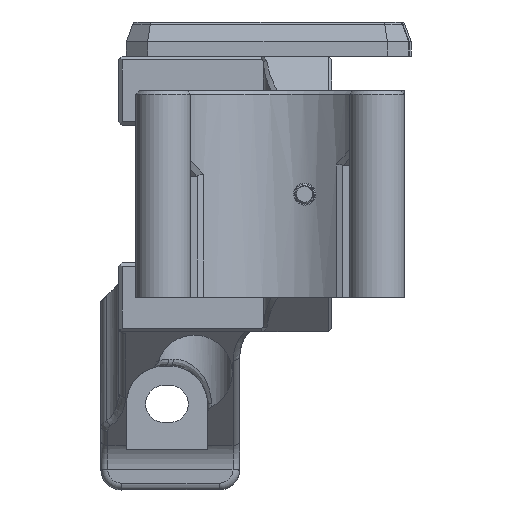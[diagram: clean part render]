
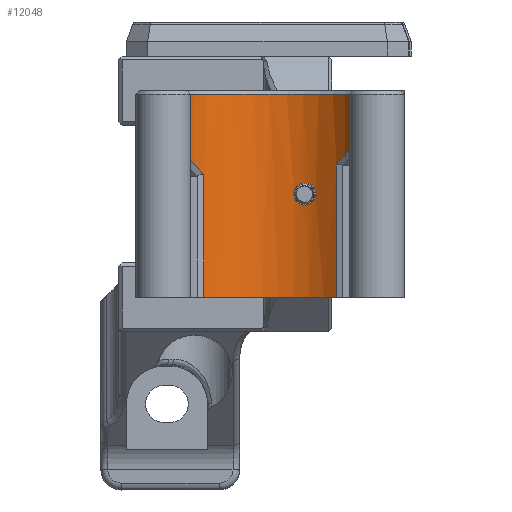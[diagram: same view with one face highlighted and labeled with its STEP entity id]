
A CAD part, left-side view. The second image highlights one B-rep face of the part: STEP entity #12048.
In plain terms, the highlighted cylindrical face has radius 14.511 mm (diameter 29.021 mm), a partial arc.
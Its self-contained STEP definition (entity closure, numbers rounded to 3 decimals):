
#538=CYLINDRICAL_SURFACE('',#12850,14.51);
#743=FACE_BOUND('',#2327,.T.);
#823=B_SPLINE_CURVE_WITH_KNOTS('',3,(#21321,#21322,#21323,#21324),
 .UNSPECIFIED.,.F.,.F.,(4,4),(-0.996,-0.747),
 .UNSPECIFIED.);
#824=B_SPLINE_CURVE_WITH_KNOTS('',3,(#21329,#21330,#21331,#21332),
 .UNSPECIFIED.,.F.,.F.,(4,4),(0.747,1.116),
 .UNSPECIFIED.);
#825=B_SPLINE_CURVE_WITH_KNOTS('',3,(#21334,#21335,#21336,#21337,#21338,
#21339,#21340,#21341,#21342,#21343,#21344,#21345,#21346,#21347,#21348,#21349,
#21350,#21351,#21352,#21353,#21354,#21355,#21356,#21357,#21358,#21359,#21360,
#21361,#21362,#21363,#21364,#21365,#21366,#21367),.UNSPECIFIED.,.T.,.F.,
(4,2,2,2,2,2,2,2,2,2,2,2,2,2,2,2,4),(0.,0.06,0.121,
0.186,0.252,0.315,0.379,0.439,
0.499,0.559,0.619,0.682,
0.746,0.812,0.877,0.938,
0.998),.UNSPECIFIED.);
#1567=FACE_OUTER_BOUND('',#2326,.T.);
#2326=EDGE_LOOP('',(#9308,#9309,#9310,#9311,#9312,#9313,#9314,#9315,#9316,
#9317));
#2327=EDGE_LOOP('',(#9318));
#3280=LINE('',#21172,#4356);
#3295=LINE('',#21209,#4371);
#3321=LINE('',#21286,#4397);
#3325=LINE('',#21295,#4401);
#4356=VECTOR('',#14532,10.);
#4371=VECTOR('',#14565,10.);
#4397=VECTOR('',#14627,10.);
#4401=VECTOR('',#14633,10.);
#5091=CIRCLE('',#12847,14.51);
#5094=CIRCLE('',#12851,14.51);
#5095=CIRCLE('',#12852,14.51);
#5096=CIRCLE('',#12853,14.51);
#5668=VERTEX_POINT('',#21169);
#5669=VERTEX_POINT('',#21171);
#5681=VERTEX_POINT('',#21206);
#5682=VERTEX_POINT('',#21208);
#5707=VERTEX_POINT('',#21277);
#5708=VERTEX_POINT('',#21285);
#5711=VERTEX_POINT('',#21292);
#5712=VERTEX_POINT('',#21294);
#5718=VERTEX_POINT('',#21320);
#5719=VERTEX_POINT('',#21327);
#5720=VERTEX_POINT('',#21333);
#6949=EDGE_CURVE('',#5669,#5668,#3280,.T.);
#6967=EDGE_CURVE('',#5682,#5681,#3295,.T.);
#7002=EDGE_CURVE('',#5707,#5708,#3321,.T.);
#7006=EDGE_CURVE('',#5711,#5712,#3325,.T.);
#7010=EDGE_CURVE('',#5711,#5708,#5091,.T.);
#7018=EDGE_CURVE('',#5718,#5707,#823,.T.);
#7019=EDGE_CURVE('',#5682,#5718,#5094,.T.);
#7020=EDGE_CURVE('',#5681,#5669,#5095,.T.);
#7021=EDGE_CURVE('',#5719,#5668,#5096,.T.);
#7022=EDGE_CURVE('',#5712,#5719,#824,.T.);
#7023=EDGE_CURVE('',#5720,#5720,#825,.T.);
#9308=ORIENTED_EDGE('',*,*,#7002,.F.);
#9309=ORIENTED_EDGE('',*,*,#7018,.F.);
#9310=ORIENTED_EDGE('',*,*,#7019,.F.);
#9311=ORIENTED_EDGE('',*,*,#6967,.T.);
#9312=ORIENTED_EDGE('',*,*,#7020,.T.);
#9313=ORIENTED_EDGE('',*,*,#6949,.T.);
#9314=ORIENTED_EDGE('',*,*,#7021,.F.);
#9315=ORIENTED_EDGE('',*,*,#7022,.F.);
#9316=ORIENTED_EDGE('',*,*,#7006,.F.);
#9317=ORIENTED_EDGE('',*,*,#7010,.T.);
#9318=ORIENTED_EDGE('',*,*,#7023,.T.);
#12048=ADVANCED_FACE('',(#1567,#743),#538,.F.);
#12847=AXIS2_PLACEMENT_3D('',#21306,#14638,#14639);
#12850=AXIS2_PLACEMENT_3D('',#21319,#14649,#14650);
#12851=AXIS2_PLACEMENT_3D('',#21325,#14651,#14652);
#12852=AXIS2_PLACEMENT_3D('',#21326,#14653,#14654);
#12853=AXIS2_PLACEMENT_3D('',#21328,#14655,#14656);
#14532=DIRECTION('',(0.,0.,-1.));
#14565=DIRECTION('',(0.,0.,1.));
#14627=DIRECTION('',(0.,0.,-1.));
#14633=DIRECTION('',(0.,0.,1.));
#14638=DIRECTION('center_axis',(0.,0.,
-1.));
#14639=DIRECTION('ref_axis',(1.,0.,0.));
#14649=DIRECTION('center_axis',(0.,0.,
1.));
#14650=DIRECTION('ref_axis',(1.,0.,0.));
#14651=DIRECTION('center_axis',(0.,0.,
1.));
#14652=DIRECTION('ref_axis',(1.,0.,0.));
#14653=DIRECTION('center_axis',(0.,0.,
1.));
#14654=DIRECTION('ref_axis',(1.,0.,0.));
#14655=DIRECTION('center_axis',(0.,0.,
1.));
#14656=DIRECTION('ref_axis',(1.,0.,0.));
#21169=CARTESIAN_POINT('',(78.695,77.851,-11.101));
#21171=CARTESIAN_POINT('',(78.695,77.851,-3.706));
#21172=CARTESIAN_POINT('',(78.695,77.851,-3.206));
#21206=CARTESIAN_POINT('',(78.695,51.894,-3.706));
#21208=CARTESIAN_POINT('',(78.695,51.894,-11.101));
#21209=CARTESIAN_POINT('',(78.695,51.894,-3.206));
#21277=CARTESIAN_POINT('',(96.024,55.225,-13.838));
#21285=CARTESIAN_POINT('',(96.024,55.225,-33.206));
#21286=CARTESIAN_POINT('',(96.024,55.225,-3.206));
#21292=CARTESIAN_POINT('',(96.024,74.52,-33.206));
#21294=CARTESIAN_POINT('',(96.024,74.52,-15.338));
#21295=CARTESIAN_POINT('',(96.024,74.52,-3.206));
#21306=CARTESIAN_POINT('Origin',(85.185,64.872,-33.206));
#21319=CARTESIAN_POINT('Origin',(85.185,64.872,-3.206));
#21320=CARTESIAN_POINT('',(93.336,52.868,-11.101));
#21321=CARTESIAN_POINT('Ctrl Pts',(93.336,52.868,-11.101));
#21322=CARTESIAN_POINT('Ctrl Pts',(94.328,53.541,-12.107));
#21323=CARTESIAN_POINT('Ctrl Pts',(95.232,54.335,-13.029));
#21324=CARTESIAN_POINT('Ctrl Pts',(96.024,55.225,-13.838));
#21325=CARTESIAN_POINT('Origin',(85.185,64.872,-11.101));
#21326=CARTESIAN_POINT('Origin',(85.185,64.872,-3.706));
#21327=CARTESIAN_POINT('',(91.856,77.759,-11.101));
#21328=CARTESIAN_POINT('Origin',(85.185,64.872,-11.101));
#21329=CARTESIAN_POINT('Ctrl Pts',(96.024,74.52,-15.338));
#21330=CARTESIAN_POINT('Ctrl Pts',(94.853,75.836,-14.141));
#21331=CARTESIAN_POINT('Ctrl Pts',(93.433,76.942,-12.697));
#21332=CARTESIAN_POINT('Ctrl Pts',(91.856,77.759,-11.101));
#21333=CARTESIAN_POINT('',(98.098,58.253,-18.206));
#21334=CARTESIAN_POINT('Ctrl Pts',(98.098,58.253,-18.206));
#21335=CARTESIAN_POINT('Ctrl Pts',(98.098,58.253,-18.407));
#21336=CARTESIAN_POINT('Ctrl Pts',(98.119,58.293,-18.619));
#21337=CARTESIAN_POINT('Ctrl Pts',(98.199,58.452,-19.006));
#21338=CARTESIAN_POINT('Ctrl Pts',(98.257,58.57,-19.181));
#21339=CARTESIAN_POINT('Ctrl Pts',(98.387,58.847,-19.468));
#21340=CARTESIAN_POINT('Ctrl Pts',(98.47,59.03,-19.595));
#21341=CARTESIAN_POINT('Ctrl Pts',(98.638,59.43,-19.764));
#21342=CARTESIAN_POINT('Ctrl Pts',(98.725,59.648,-19.806));
#21343=CARTESIAN_POINT('Ctrl Pts',(98.873,60.052,-19.806));
#21344=CARTESIAN_POINT('Ctrl Pts',(98.947,60.266,-19.767));
#21345=CARTESIAN_POINT('Ctrl Pts',(99.074,60.664,-19.602));
#21346=CARTESIAN_POINT('Ctrl Pts',(99.128,60.848,-19.476));
#21347=CARTESIAN_POINT('Ctrl Pts',(99.206,61.132,-19.188));
#21348=CARTESIAN_POINT('Ctrl Pts',(99.237,61.253,-19.01));
#21349=CARTESIAN_POINT('Ctrl Pts',(99.278,61.413,-18.619));
#21350=CARTESIAN_POINT('Ctrl Pts',(99.287,61.453,-18.406));
#21351=CARTESIAN_POINT('Ctrl Pts',(99.287,61.453,-18.006));
#21352=CARTESIAN_POINT('Ctrl Pts',(99.278,61.413,-17.793));
#21353=CARTESIAN_POINT('Ctrl Pts',(99.237,61.253,-17.402));
#21354=CARTESIAN_POINT('Ctrl Pts',(99.206,61.132,-17.224));
#21355=CARTESIAN_POINT('Ctrl Pts',(99.128,60.848,-16.936));
#21356=CARTESIAN_POINT('Ctrl Pts',(99.074,60.664,-16.81));
#21357=CARTESIAN_POINT('Ctrl Pts',(98.947,60.266,-16.645));
#21358=CARTESIAN_POINT('Ctrl Pts',(98.873,60.052,-16.606));
#21359=CARTESIAN_POINT('Ctrl Pts',(98.725,59.648,-16.606));
#21360=CARTESIAN_POINT('Ctrl Pts',(98.638,59.43,-16.648));
#21361=CARTESIAN_POINT('Ctrl Pts',(98.47,59.03,-16.817));
#21362=CARTESIAN_POINT('Ctrl Pts',(98.387,58.847,-16.944));
#21363=CARTESIAN_POINT('Ctrl Pts',(98.257,58.57,-17.231));
#21364=CARTESIAN_POINT('Ctrl Pts',(98.199,58.452,-17.406));
#21365=CARTESIAN_POINT('Ctrl Pts',(98.119,58.293,-17.793));
#21366=CARTESIAN_POINT('Ctrl Pts',(98.098,58.253,-18.005));
#21367=CARTESIAN_POINT('Ctrl Pts',(98.098,58.253,-18.206));
